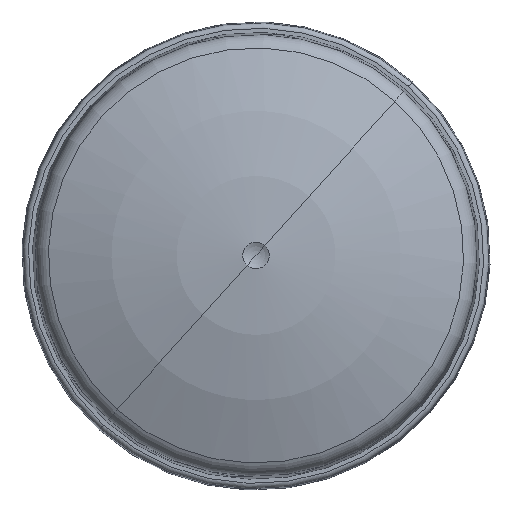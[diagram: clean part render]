
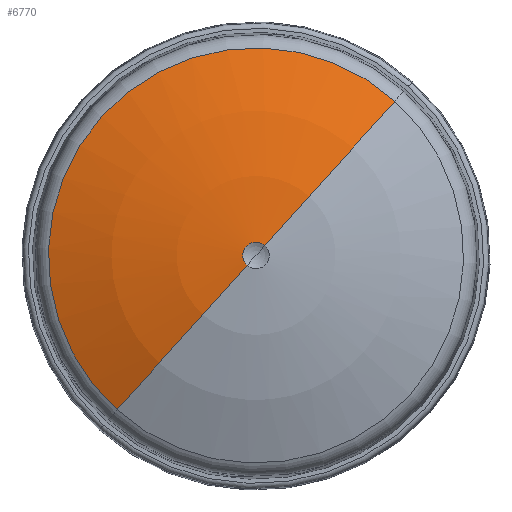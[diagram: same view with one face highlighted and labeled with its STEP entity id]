
A CAD part, top view. The second image highlights one B-rep face of the part: STEP entity #6770.
In plain terms, the highlighted spherical face has radius 105.3 mm.
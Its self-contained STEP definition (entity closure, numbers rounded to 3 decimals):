
#6040=CARTESIAN_POINT('',(-39.28,0.,-54.399));
#6050=VERTEX_POINT('',#6040);
#6080=CARTESIAN_POINT('',(0.,0.,-54.399));
#6090=DIRECTION('',(0.,0.,1.));
#6100=DIRECTION('',(-1.,0.,0.));
#6110=AXIS2_PLACEMENT_3D('',#6080,#6090,#6100);
#6120=CIRCLE('',#6110,39.28);
#6130=CARTESIAN_POINT('',(39.28,0.,-54.399));
#6140=VERTEX_POINT('',#6130);
#6150=EDGE_CURVE('',#6140,#6050,#6120,.T.);
#6490=CARTESIAN_POINT('',(0.,0.,43.3));
#6500=DIRECTION('',(0.,0.,-1.));
#6510=DIRECTION('',(1.,0.,0.));
#6520=AXIS2_PLACEMENT_3D('',#6490,#6500,#6510);
#6530=SPHERICAL_SURFACE('',#6520,105.3);
#6540=CARTESIAN_POINT('',(0.,0.,43.3));
#6550=DIRECTION('',(0.,-1.,0.));
#6560=DIRECTION('',(-1.,0.,0.));
#6570=AXIS2_PLACEMENT_3D('',#6540,#6550,#6560);
#6580=CIRCLE('',#6570,105.3);
#6590=CARTESIAN_POINT('',(-2.5,0.,-61.97));
#6600=VERTEX_POINT('',#6590);
#6610=EDGE_CURVE('',#6050,#6600,#6580,.T.);
#6620=ORIENTED_EDGE('',*,*,#6610,.F.);
#6630=CARTESIAN_POINT('',(0.,0.,-61.97));
#6640=DIRECTION('',(0.,0.,-1.));
#6650=DIRECTION('',(-1.,0.,0.));
#6660=AXIS2_PLACEMENT_3D('',#6630,#6640,#6650);
#6670=CIRCLE('',#6660,2.5);
#6680=CARTESIAN_POINT('',(2.5,0.,-61.97));
#6690=VERTEX_POINT('',#6680);
#6700=EDGE_CURVE('',#6600,#6690,#6670,.T.);
#6710=ORIENTED_EDGE('',*,*,#6700,.F.);
#6720=EDGE_CURVE('',#6690,#6140,#6580,.T.);
#6730=ORIENTED_EDGE('',*,*,#6720,.F.);
#6740=ORIENTED_EDGE('',*,*,#6150,.F.);
#6750=EDGE_LOOP('',(#6740,#6730,#6710,#6620));
#6760=FACE_OUTER_BOUND('',#6750,.T.);
#6770=ADVANCED_FACE('',(#6760),#6530,.T.);
